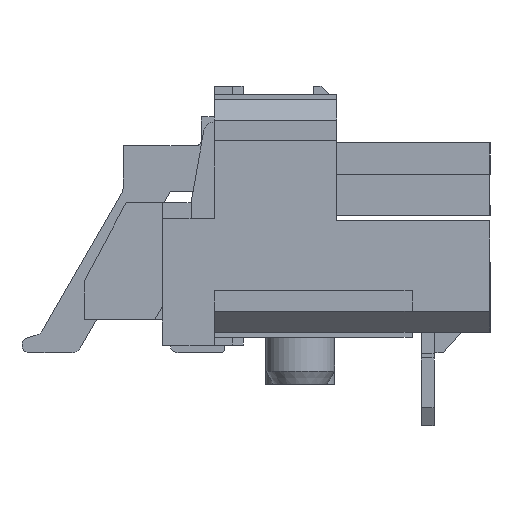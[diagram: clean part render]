
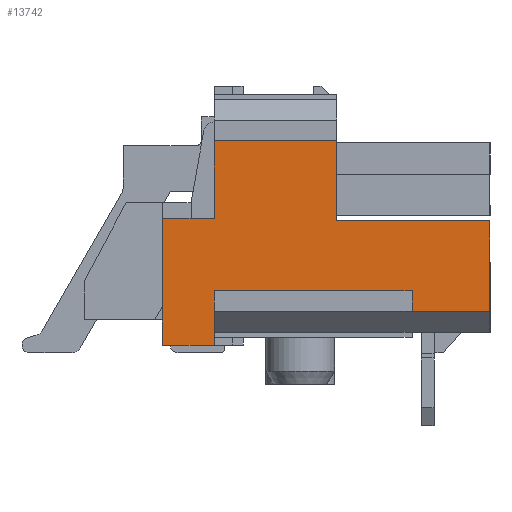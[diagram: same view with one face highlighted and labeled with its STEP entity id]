
A CAD part, left-side view. The second image highlights one B-rep face of the part: STEP entity #13742.
In plain terms, the highlighted planar face has unit normal (-1, 0, 0).
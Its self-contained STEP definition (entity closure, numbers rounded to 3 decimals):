
#7849=CARTESIAN_POINT('',(-12.35,-3.153,2.59));
#7850=VERTEX_POINT('',#7849);
#7857=CARTESIAN_POINT('',(-12.35,-3.153,4.08));
#7858=VERTEX_POINT('',#7857);
#7859=CARTESIAN_POINT('',(-12.35,-3.153,4.08));
#7860=DIRECTION('',(0.0,0.0,-1.0));
#7861=VECTOR('',#7860,1.49);
#7862=LINE('',#7859,#7861);
#7863=EDGE_CURVE('',#7858,#7850,#7862,.T.);
#8310=CARTESIAN_POINT('',(-12.35,-3.153,1.2));
#8311=VERTEX_POINT('',#8310);
#8312=CARTESIAN_POINT('',(-12.35,-3.153,0.8));
#8313=VERTEX_POINT('',#8312);
#8314=CARTESIAN_POINT('',(-12.35,-3.153,1.2));
#8315=DIRECTION('',(0.0,0.0,-1.0));
#8316=VECTOR('',#8315,0.4);
#8317=LINE('',#8314,#8316);
#8318=EDGE_CURVE('',#8311,#8313,#8317,.T.);
#12367=CARTESIAN_POINT('',(-12.35,-5.503,4.08));
#12368=VERTEX_POINT('',#12367);
#12375=CARTESIAN_POINT('',(-12.35,-5.503,2.54));
#12376=VERTEX_POINT('',#12375);
#12377=CARTESIAN_POINT('',(-12.35,-5.503,2.54));
#12378=DIRECTION('',(0.0,0.0,1.0));
#12379=VECTOR('',#12378,1.54);
#12380=LINE('',#12377,#12379);
#12381=EDGE_CURVE('',#12376,#12368,#12380,.T.);
#12695=CARTESIAN_POINT('',(-12.35,-8.453,2.54));
#12696=VERTEX_POINT('',#12695);
#12697=CARTESIAN_POINT('',(-12.35,-8.453,2.54));
#12698=DIRECTION('',(0.0,1.0,0.0));
#12699=VECTOR('',#12698,2.95);
#12700=LINE('',#12697,#12699);
#12701=EDGE_CURVE('',#12696,#12376,#12700,.T.);
#12719=CARTESIAN_POINT('',(-12.35,-8.453,0.8));
#12720=VERTEX_POINT('',#12719);
#12721=CARTESIAN_POINT('',(-12.35,-8.453,0.8));
#12722=DIRECTION('',(0.0,0.0,1.0));
#12723=VECTOR('',#12722,1.74);
#12724=LINE('',#12721,#12723);
#12725=EDGE_CURVE('',#12720,#12696,#12724,.T.);
#13046=CARTESIAN_POINT('',(-12.35,-3.153,0.15));
#13047=VERTEX_POINT('',#13046);
#13054=CARTESIAN_POINT('',(-12.35,-2.153,0.15));
#13055=VERTEX_POINT('',#13054);
#13056=CARTESIAN_POINT('',(-12.35,-3.153,0.15));
#13057=DIRECTION('',(0.0,1.0,0.0));
#13058=VECTOR('',#13057,1.0);
#13059=LINE('',#13056,#13058);
#13060=EDGE_CURVE('',#13047,#13055,#13059,.T.);
#13093=CARTESIAN_POINT('',(-12.35,-3.153,0.8));
#13094=DIRECTION('',(0.0,0.0,-1.0));
#13095=VECTOR('',#13094,0.65);
#13096=LINE('',#13093,#13095);
#13097=EDGE_CURVE('',#8313,#13047,#13096,.T.);
#13123=CARTESIAN_POINT('',(-12.35,-2.153,2.59));
#13124=VERTEX_POINT('',#13123);
#13131=CARTESIAN_POINT('',(-12.35,-2.153,2.59));
#13132=DIRECTION('',(0.0,-1.0,0.0));
#13133=VECTOR('',#13132,1.0);
#13134=LINE('',#13131,#13133);
#13135=EDGE_CURVE('',#13124,#7850,#13134,.T.);
#13523=CARTESIAN_POINT('',(-12.35,-2.153,2.59));
#13524=DIRECTION('',(0.0,0.0,-1.0));
#13525=VECTOR('',#13524,2.44);
#13526=LINE('',#13523,#13525);
#13527=EDGE_CURVE('',#13124,#13055,#13526,.T.);
#13660=CARTESIAN_POINT('',(-12.35,-5.503,4.08));
#13661=DIRECTION('',(0.0,1.0,0.0));
#13662=VECTOR('',#13661,2.35);
#13663=LINE('',#13660,#13662);
#13664=EDGE_CURVE('',#12368,#7858,#13663,.T.);
#13703=CARTESIAN_POINT('',(-12.35,-3.153,0.8));
#13704=DIRECTION('',(-1.0,0.0,0.0));
#13705=DIRECTION('',(0.0,0.0,-1.0));
#13706=AXIS2_PLACEMENT_3D('',#13703,#13704,#13705);
#13707=PLANE('',#13706);
#13708=ORIENTED_EDGE('',*,*,#13664,.T.);
#13709=ORIENTED_EDGE('',*,*,#7863,.T.);
#13710=ORIENTED_EDGE('',*,*,#13135,.F.);
#13711=ORIENTED_EDGE('',*,*,#13527,.T.);
#13712=ORIENTED_EDGE('',*,*,#13060,.F.);
#13713=ORIENTED_EDGE('',*,*,#13097,.F.);
#13714=ORIENTED_EDGE('',*,*,#8318,.F.);
#13715=CARTESIAN_POINT('',(-12.35,-6.953,1.2));
#13716=VERTEX_POINT('',#13715);
#13717=CARTESIAN_POINT('',(-12.35,-6.953,1.2));
#13718=DIRECTION('',(0.0,1.0,0.0));
#13719=VECTOR('',#13718,3.8);
#13720=LINE('',#13717,#13719);
#13721=EDGE_CURVE('',#13716,#8311,#13720,.T.);
#13722=ORIENTED_EDGE('',*,*,#13721,.F.);
#13723=CARTESIAN_POINT('',(-12.35,-6.953,0.8));
#13724=VERTEX_POINT('',#13723);
#13725=CARTESIAN_POINT('',(-12.35,-6.953,1.2));
#13726=DIRECTION('',(0.0,0.0,-1.0));
#13727=VECTOR('',#13726,0.4);
#13728=LINE('',#13725,#13727);
#13729=EDGE_CURVE('',#13716,#13724,#13728,.T.);
#13730=ORIENTED_EDGE('',*,*,#13729,.T.);
#13731=CARTESIAN_POINT('',(-12.35,-8.453,0.8));
#13732=DIRECTION('',(0.0,1.0,0.0));
#13733=VECTOR('',#13732,1.5);
#13734=LINE('',#13731,#13733);
#13735=EDGE_CURVE('',#12720,#13724,#13734,.T.);
#13736=ORIENTED_EDGE('',*,*,#13735,.F.);
#13737=ORIENTED_EDGE('',*,*,#12725,.T.);
#13738=ORIENTED_EDGE('',*,*,#12701,.T.);
#13739=ORIENTED_EDGE('',*,*,#12381,.T.);
#13740=EDGE_LOOP('',(#13708,#13709,#13710,#13711,#13712,#13713,#13714,#13722,#13730,#13736,#13737,#13738,#13739));
#13741=FACE_OUTER_BOUND('',#13740,.T.);
#13742=ADVANCED_FACE('',(#13741),#13707,.T.);
